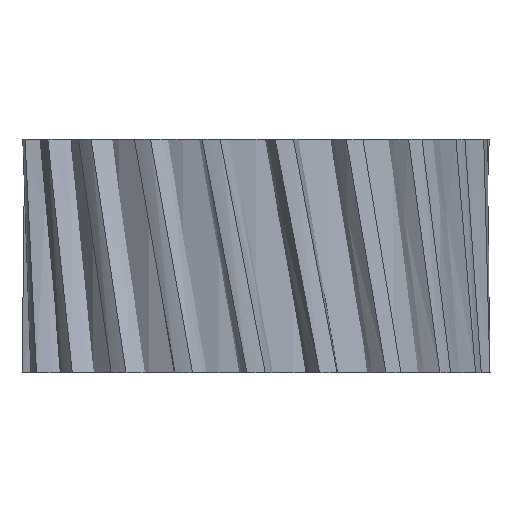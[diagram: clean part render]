
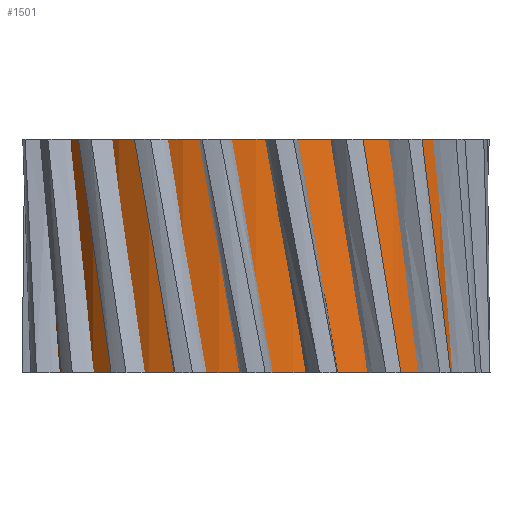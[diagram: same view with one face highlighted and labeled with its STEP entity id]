
A CAD part, left-side view. The second image highlights one B-rep face of the part: STEP entity #1501.
In plain terms, the highlighted cylindrical face has radius 9.139 mm (diameter 18.278 mm), a full revolution.
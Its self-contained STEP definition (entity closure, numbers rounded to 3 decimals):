
#19=LINE('',#3763,#20);
#20=VECTOR('',#1727,9.139);
#52=CYLINDRICAL_SURFACE('',#1587,9.139);
#96=CIRCLE('',#1588,9.139);
#97=CIRCLE('',#1589,9.139);
#98=CIRCLE('',#1590,9.139);
#183=FACE_OUTER_BOUND('',#266,.T.);
#266=EDGE_LOOP('',(#1354,#1355,#1356,#1357,#1358));
#627=VERTEX_POINT('',#3759);
#628=VERTEX_POINT('',#3760);
#629=VERTEX_POINT('',#3762);
#870=EDGE_CURVE('',#627,#628,#96,.T.);
#871=EDGE_CURVE('',#628,#629,#19,.T.);
#872=EDGE_CURVE('',#629,#629,#97,.T.);
#873=EDGE_CURVE('',#628,#627,#98,.T.);
#1354=ORIENTED_EDGE('',*,*,#870,.T.);
#1355=ORIENTED_EDGE('',*,*,#871,.T.);
#1356=ORIENTED_EDGE('',*,*,#872,.T.);
#1357=ORIENTED_EDGE('',*,*,#871,.F.);
#1358=ORIENTED_EDGE('',*,*,#873,.T.);
#1501=ADVANCED_FACE('',(#183),#52,.F.);
#1587=AXIS2_PLACEMENT_3D('',#3758,#1723,#1724);
#1588=AXIS2_PLACEMENT_3D('',#3761,#1725,#1726);
#1589=AXIS2_PLACEMENT_3D('',#3764,#1728,#1729);
#1590=AXIS2_PLACEMENT_3D('',#3765,#1730,#1731);
#1723=DIRECTION('center_axis',(0.,0.,1.));
#1724=DIRECTION('ref_axis',(-1.,0.,0.));
#1725=DIRECTION('center_axis',(0.,0.,-1.));
#1726=DIRECTION('ref_axis',(-1.,0.,0.));
#1727=DIRECTION('',(0.,0.,1.));
#1728=DIRECTION('center_axis',(0.,0.,1.));
#1729=DIRECTION('ref_axis',(-1.,0.,0.));
#1730=DIRECTION('center_axis',(0.,0.,-1.));
#1731=DIRECTION('ref_axis',(-1.,0.,0.));
#3758=CARTESIAN_POINT('Origin',(0.,0.,0.));
#3759=CARTESIAN_POINT('',(-9.139,0.,0.));
#3760=CARTESIAN_POINT('',(9.139,0.,0.));
#3761=CARTESIAN_POINT('Origin',(0.,0.,0.));
#3762=CARTESIAN_POINT('',(9.139,0.,10.));
#3763=CARTESIAN_POINT('',(9.139,0.,0.));
#3764=CARTESIAN_POINT('Origin',(0.,0.,10.));
#3765=CARTESIAN_POINT('Origin',(0.,0.,0.));
